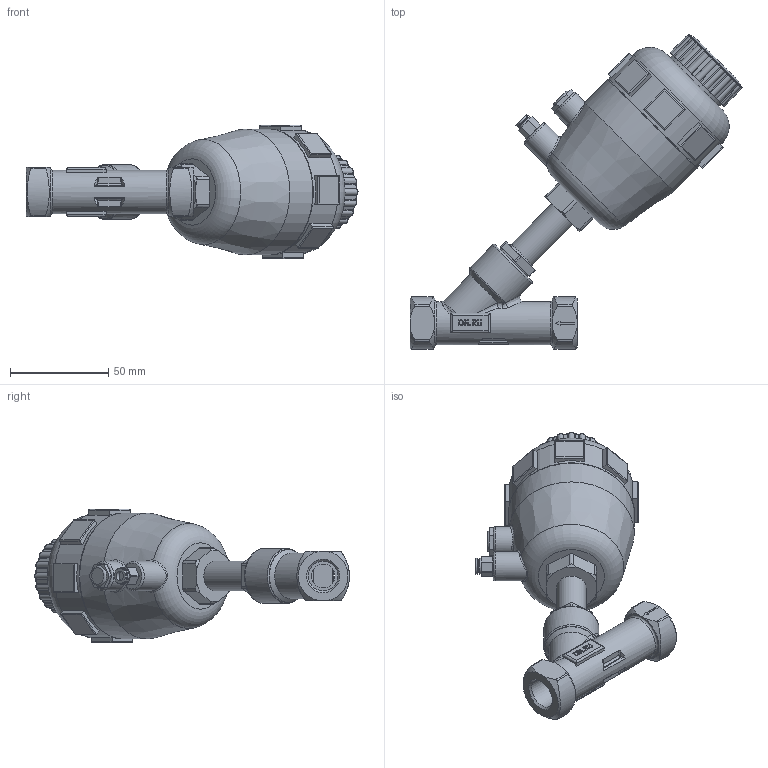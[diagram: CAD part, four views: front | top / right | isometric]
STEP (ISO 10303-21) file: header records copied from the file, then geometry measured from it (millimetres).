
FILE_DESCRIPTION(/* description */ (''),/* implementation_level */ '2;1');
FILE_NAME(/* name */ 'DN15_3D_STEP.stp',/* time_stamp */ '2024-04-16T23:29:00+03:00',/* author */ ('igorr'),/* organization */ (''),/* preprocessor_version */ 'ST-DEVELOPER v19.2',/* originating_system */ 'Autodesk Inventor 2023',/* authorisation */ '');
FILE_SCHEMA (('AUTOMOTIVE_DESIGN { 1 0 10303 214 3 1 1 }'));
Length unit declared in the file: millimetre
Products named in the file (3): Сборка; Деталь1; Деталь2
Assembly tree (2 placements, depth 2):
  Сборка
    Деталь1
    Деталь2
Bounding box: 168.91 x 160.23 x 68 mm (x, y, z)
Volume: 314790.4 mm3; surface area: 45816.7 mm2
Topology: 3 solids, 3 shells, 853 faces, 2171 edges, 1359 vertices
Faces by surface type: bspline 402, plane 210, cylinder 107, torus 75, cone 59
Full cylindrical faces by diameter (mm): 5 x1, 6.317 x1, 6.821 x1, 8 x3, 12 x1, 15 x5, 17 x1, 20 x1, 22 x1, 28 x1, 35 x1, 60 x1, 64 x2
Entity records: 60039 total; most frequent: CARTESIAN_POINT 40980, ORIENTED_EDGE 4334, DIRECTION 2861, EDGE_CURVE 2167, VERTEX_POINT 1359, AXIS2_PLACEMENT_3D 1183, B_SPLINE_CURVE_WITH_KNOTS 917, EDGE_LOOP 894
